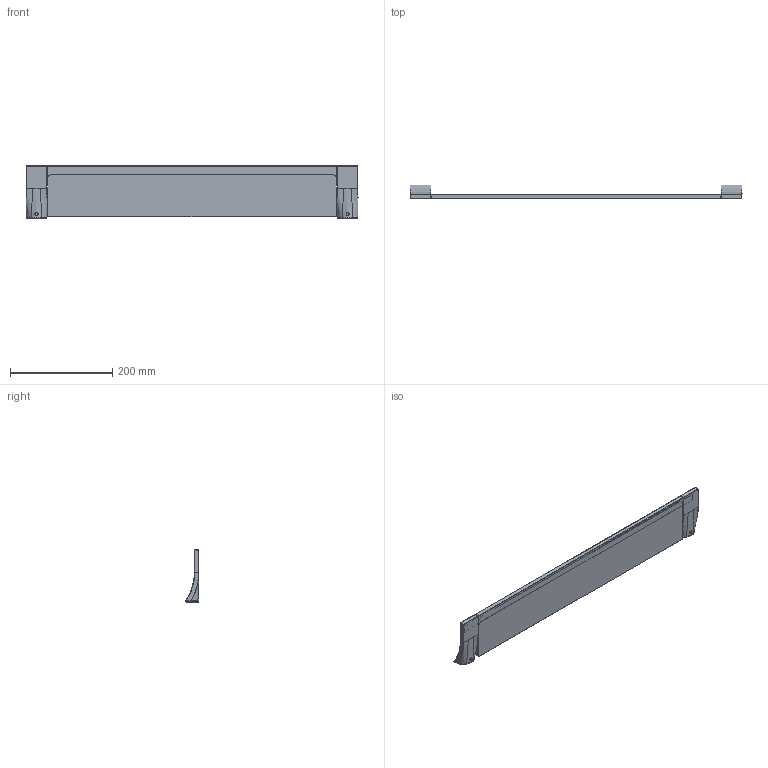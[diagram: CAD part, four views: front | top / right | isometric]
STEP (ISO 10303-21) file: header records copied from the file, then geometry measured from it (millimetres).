
FILE_DESCRIPTION((''),'2;1');
FILE_NAME('4734T-24_ASM','2015-01-05T',('rsmith'),(''),'PRO/ENGINEER BY PARAMETRIC TECHNOLOGY CORPORATION, 2013150','PRO/ENGINEER BY PARAMETRIC TECHNOLOGY CORPORATION, 2013150','');
FILE_SCHEMA(('CONFIG_CONTROL_DESIGN'));
Length unit declared in the file: inch
Products named in the file (8): 40422; 40423; 40424; 40425; 92437; 92495; 92104; 4734T-24_ASM
Assembly tree (10 placements, depth 2):
  4734T-24_ASM
    40422
    40423
    40424
    40425
    92437  x2
    92495  x2
    92104  x2
Bounding box: 650.75 x 27.43 x 101.98 mm (x, y, z)
Volume: 468754.7 mm3; surface area: 227283.2 mm2
Topology: 10 solids, 16 shells, 803 faces, 1954 edges, 1170 vertices
Faces by surface type: cylinder 242, cone 178, plane 176, bspline 167, sphere 28, torus 12
Entity records: 33241 total; most frequent: CARTESIAN_POINT 20333, ORIENTED_EDGE 2920, DIRECTION 2150, EDGE_CURVE 1479, VERTEX_POINT 910, AXIS2_PLACEMENT_3D 773, EDGE_LOOP 614, VECTOR 604
